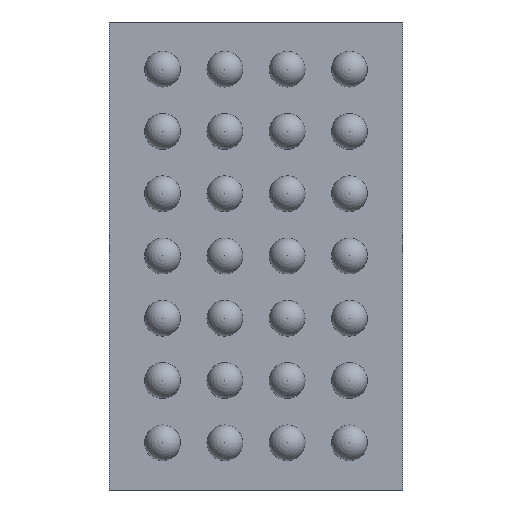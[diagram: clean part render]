
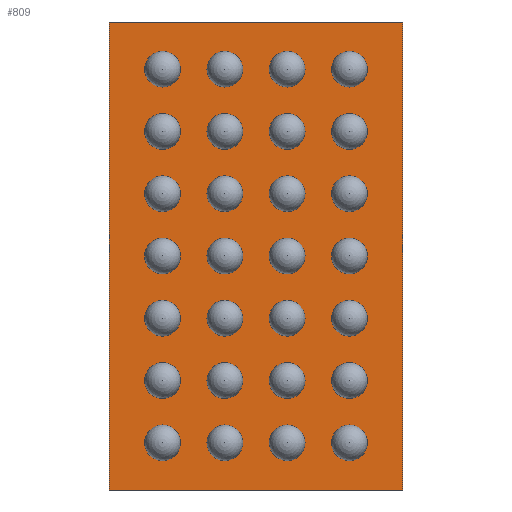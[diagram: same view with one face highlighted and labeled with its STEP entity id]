
A CAD part, front view. The second image highlights one B-rep face of the part: STEP entity #809.
In plain terms, the highlighted planar face has unit normal (0, -1, 0).
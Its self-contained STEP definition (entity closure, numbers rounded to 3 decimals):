
#159 = CARTESIAN_POINT ( 'NONE',  ( -0.941, 0.19, 1.503 ) ) ;
#168 = LINE ( 'NONE', #430, #1746 ) ;
#177 = CARTESIAN_POINT ( 'NONE',  ( 0., 0.19, 0. ) ) ;
#285 = EDGE_CURVE ( 'NONE', #611, #1703, #1934, .T. ) ;
#339 = ORIENTED_EDGE ( 'NONE', *, *, #348, .T. ) ;
#348 = EDGE_CURVE ( 'NONE', #692, #1217, #2349, .T. ) ;
#430 = CARTESIAN_POINT ( 'NONE',  ( -0.941, 0.19, 1.503 ) ) ;
#536 = CARTESIAN_POINT ( 'NONE',  ( -0.941, 0.19, -1.503 ) ) ;
#547 = CARTESIAN_POINT ( 'NONE',  ( -0.941, 0.19, 1.503 ) ) ;
#566 = VECTOR ( 'NONE', #1114, 1000. ) ;
#600 = DIRECTION ( 'NONE',  ( 1., 0., 0. ) ) ;
#609 = CARTESIAN_POINT ( 'NONE',  ( 0.941, 0.19, -1.503 ) ) ;
#611 = VERTEX_POINT ( 'NONE', #843 ) ;
#670 = EDGE_CURVE ( 'NONE', #1703, #692, #168, .T. ) ;
#692 = VERTEX_POINT ( 'NONE', #1449 ) ;
#776 = DIRECTION ( 'NONE',  ( -1., 0., 0. ) ) ;
#809 = ADVANCED_FACE ( 'NONE', ( #857 ), #2595, .T. ) ;
#825 = DIRECTION ( 'NONE',  ( 0., 0., -1. ) ) ;
#843 = CARTESIAN_POINT ( 'NONE',  ( 0.941, 0.19, 1.503 ) ) ;
#854 = AXIS2_PLACEMENT_3D ( 'NONE', #177, #1582, #600 ) ;
#857 = FACE_OUTER_BOUND ( 'NONE', #2121, .T. ) ;
#1017 = LINE ( 'NONE', #1189, #1072 ) ;
#1072 = VECTOR ( 'NONE', #2593, 1000. ) ;
#1114 = DIRECTION ( 'NONE',  ( 1., 0., 0. ) ) ;
#1189 = CARTESIAN_POINT ( 'NONE',  ( 0.941, 0.19, 1.503 ) ) ;
#1217 = VERTEX_POINT ( 'NONE', #609 ) ;
#1449 = CARTESIAN_POINT ( 'NONE',  ( -0.941, 0.19, -1.503 ) ) ;
#1582 = DIRECTION ( 'NONE',  ( 0., -1., 0. ) ) ;
#1703 = VERTEX_POINT ( 'NONE', #547 ) ;
#1746 = VECTOR ( 'NONE', #825, 1000. ) ;
#1830 = ORIENTED_EDGE ( 'NONE', *, *, #670, .T. ) ;
#1877 = EDGE_CURVE ( 'NONE', #1217, #611, #1017, .T. ) ;
#1934 = LINE ( 'NONE', #159, #2506 ) ;
#1973 = ORIENTED_EDGE ( 'NONE', *, *, #285, .T. ) ;
#2005 = ORIENTED_EDGE ( 'NONE', *, *, #1877, .T. ) ;
#2121 = EDGE_LOOP ( 'NONE', ( #2005, #1973, #1830, #339 ) ) ;
#2349 = LINE ( 'NONE', #536, #566 ) ;
#2506 = VECTOR ( 'NONE', #776, 1000. ) ;
#2593 = DIRECTION ( 'NONE',  ( 0., 0., 1. ) ) ;
#2595 = PLANE ( 'NONE',  #854 ) ;
